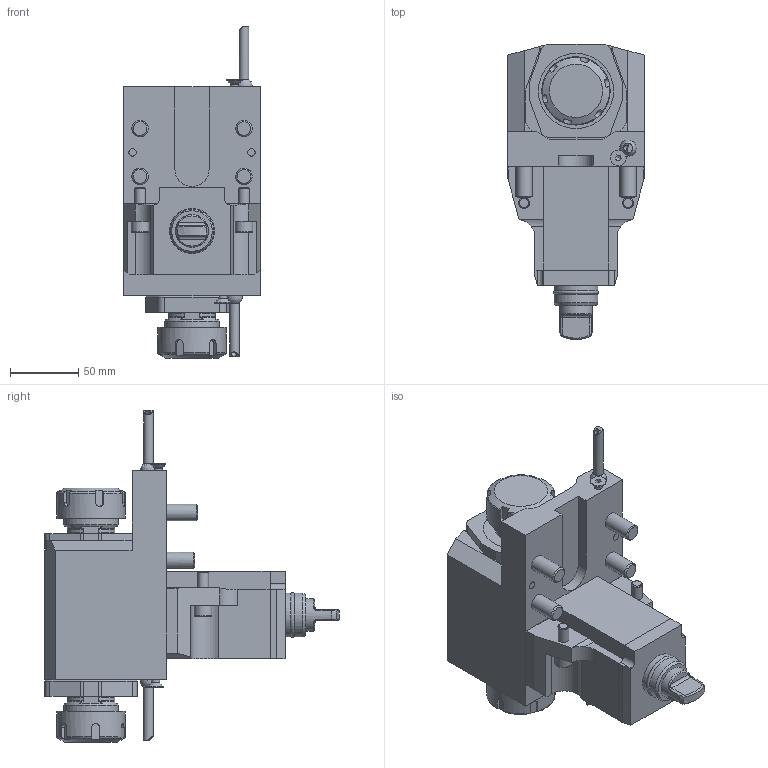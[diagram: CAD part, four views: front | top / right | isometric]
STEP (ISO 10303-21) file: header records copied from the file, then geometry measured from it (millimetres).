
FILE_DESCRIPTION (( 'STEP AP214' ), '1' );
FILE_NAME ('RRPPT32121UMS-1.STEP', '2025-03-17T09:56:34', ( '' ), ( '' ), 'SwSTEP 2.0', 'SolidWorks 2023', '' );
FILE_SCHEMA (( 'AUTOMOTIVE_DESIGN' ));
Length unit declared in the file: millimetre
Products named in the file (1): RRPPT32121UMS-1
Bounding box: 100 x 215.75 x 242.91 mm (x, y, z)
Volume: 5055.7 mm3; surface area: 123479.2 mm2
Topology: 3 solids, 4 shells, 729 faces, 1891 edges, 1233 vertices
Faces by surface type: plane 454, cylinder 115, bspline 85, cone 43, torus 28, sphere 4
Full cylindrical faces by diameter (mm): 1.7 x1, 2.1 x1, 4 x2, 6 x2, 6.366 x1, 7 x2, 8 x2, 11.57 x2, 12 x4, 13 x2, 24 x1, 28 x2, 32 x2, 40 x2, 50 x2
Entity records: 30924 total; most frequent: CARTESIAN_POINT 10807, ORIENTED_EDGE 3596, DIRECTION 3082, EDGE_CURVE 1798, VERTEX_POINT 1200, LINE 1142, VECTOR 1142, AXIS2_PLACEMENT_3D 970
